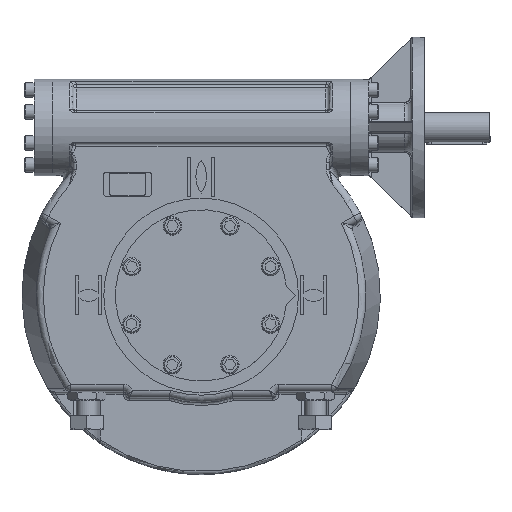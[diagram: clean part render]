
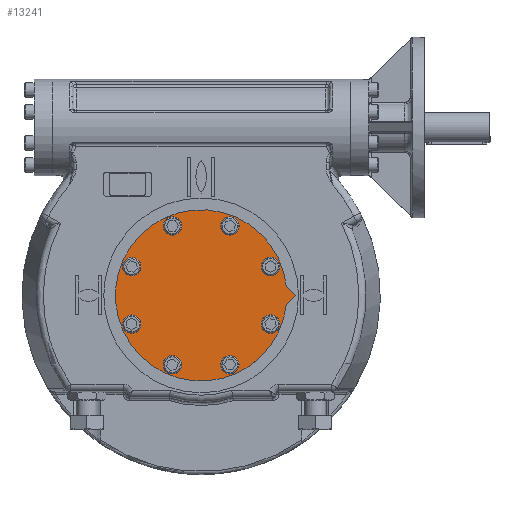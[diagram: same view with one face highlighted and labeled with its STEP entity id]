
A CAD part, top view. The second image highlights one B-rep face of the part: STEP entity #13241.
In plain terms, the highlighted planar face has unit normal (0, 0, 1).
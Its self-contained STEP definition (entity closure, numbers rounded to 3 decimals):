
#1642=LINE('',#35222,#2480);
#1645=LINE('',#35228,#2483);
#2480=VECTOR('',#18637,1000.);
#2483=VECTOR('',#18642,1000.);
#2914=PLANE('',#15376);
#6202=ORIENTED_EDGE('',*,*,#8222,.T.);
#6203=ORIENTED_EDGE('',*,*,#8223,.T.);
#6204=ORIENTED_EDGE('',*,*,#8224,.T.);
#6205=ORIENTED_EDGE('',*,*,#8225,.T.);
#6206=ORIENTED_EDGE('',*,*,#8226,.T.);
#6207=ORIENTED_EDGE('',*,*,#8227,.T.);
#6208=ORIENTED_EDGE('',*,*,#8228,.T.);
#6209=ORIENTED_EDGE('',*,*,#8229,.T.);
#6210=ORIENTED_EDGE('',*,*,#8207,.F.);
#6211=ORIENTED_EDGE('',*,*,#8213,.F.);
#6212=ORIENTED_EDGE('',*,*,#8210,.F.);
#8207=EDGE_CURVE('',#9602,#9603,#1642,.T.);
#8210=EDGE_CURVE('',#9603,#9605,#1645,.T.);
#8213=EDGE_CURVE('',#9605,#9602,#10180,.T.);
#8222=EDGE_CURVE('',#9614,#9614,#10189,.T.);
#8223=EDGE_CURVE('',#9615,#9615,#10190,.T.);
#8224=EDGE_CURVE('',#9616,#9616,#10191,.T.);
#8225=EDGE_CURVE('',#9617,#9617,#10192,.T.);
#8226=EDGE_CURVE('',#9618,#9618,#10193,.T.);
#8227=EDGE_CURVE('',#9619,#9619,#10194,.T.);
#8228=EDGE_CURVE('',#9620,#9620,#10195,.T.);
#8229=EDGE_CURVE('',#9621,#9621,#10196,.T.);
#9602=VERTEX_POINT('',#35221);
#9603=VERTEX_POINT('',#35223);
#9605=VERTEX_POINT('',#35229);
#9614=VERTEX_POINT('',#35253);
#9615=VERTEX_POINT('',#35255);
#9616=VERTEX_POINT('',#35257);
#9617=VERTEX_POINT('',#35259);
#9618=VERTEX_POINT('',#35261);
#9619=VERTEX_POINT('',#35263);
#9620=VERTEX_POINT('',#35265);
#9621=VERTEX_POINT('',#35267);
#10180=CIRCLE('',#15366,142.5);
#10189=CIRCLE('',#15377,10.5);
#10190=CIRCLE('',#15378,10.5);
#10191=CIRCLE('',#15379,10.5);
#10192=CIRCLE('',#15380,10.5);
#10193=CIRCLE('',#15381,10.5);
#10194=CIRCLE('',#15382,10.5);
#10195=CIRCLE('',#15383,10.5);
#10196=CIRCLE('',#15384,10.5);
#11231=EDGE_LOOP('',(#6202));
#11232=EDGE_LOOP('',(#6203));
#11233=EDGE_LOOP('',(#6204));
#11234=EDGE_LOOP('',(#6205));
#11235=EDGE_LOOP('',(#6206));
#11236=EDGE_LOOP('',(#6207));
#11237=EDGE_LOOP('',(#6208));
#11238=EDGE_LOOP('',(#6209));
#11239=EDGE_LOOP('',(#6210,#6211,#6212));
#12298=FACE_BOUND('',#11231,.T.);
#12299=FACE_BOUND('',#11232,.T.);
#12300=FACE_BOUND('',#11233,.T.);
#12301=FACE_BOUND('',#11234,.T.);
#12302=FACE_BOUND('',#11235,.T.);
#12303=FACE_BOUND('',#11236,.T.);
#12304=FACE_BOUND('',#11237,.T.);
#12305=FACE_BOUND('',#11238,.T.);
#12306=FACE_BOUND('',#11239,.T.);
#13241=ADVANCED_FACE('',(#12298,#12299,#12300,#12301,#12302,#12303,#12304,
#12305,#12306),#2914,.F.);
#15366=AXIS2_PLACEMENT_3D('',#35233,#18648,#18649);
#15376=AXIS2_PLACEMENT_3D('',#35251,#18668,#18669);
#15377=AXIS2_PLACEMENT_3D('',#35252,#18670,#18671);
#15378=AXIS2_PLACEMENT_3D('',#35254,#18672,#18673);
#15379=AXIS2_PLACEMENT_3D('',#35256,#18674,#18675);
#15380=AXIS2_PLACEMENT_3D('',#35258,#18676,#18677);
#15381=AXIS2_PLACEMENT_3D('',#35260,#18678,#18679);
#15382=AXIS2_PLACEMENT_3D('',#35262,#18680,#18681);
#15383=AXIS2_PLACEMENT_3D('',#35264,#18682,#18683);
#15384=AXIS2_PLACEMENT_3D('',#35266,#18684,#18685);
#18637=DIRECTION('',(0.707,-0.707,0.));
#18642=DIRECTION('',(-0.707,-0.707,0.));
#18648=DIRECTION('',(0.,0.,-1.));
#18649=DIRECTION('',(1.,0.,0.));
#18668=DIRECTION('',(0.,0.,-1.));
#18669=DIRECTION('',(1.,0.,0.));
#18670=DIRECTION('',(0.,0.,-1.));
#18671=DIRECTION('',(0.707,0.707,0.));
#18672=DIRECTION('',(0.,0.,-1.));
#18673=DIRECTION('',(0.,1.,0.));
#18674=DIRECTION('',(0.,0.,-1.));
#18675=DIRECTION('',(-0.707,0.707,0.));
#18676=DIRECTION('',(0.,0.,-1.));
#18677=DIRECTION('',(-1.,0.,0.));
#18678=DIRECTION('',(0.,0.,-1.));
#18679=DIRECTION('',(-0.707,-0.707,0.));
#18680=DIRECTION('',(0.,0.,-1.));
#18681=DIRECTION('',(0.,-1.,0.));
#18682=DIRECTION('',(0.,0.,-1.));
#18683=DIRECTION('',(0.707,-0.707,0.));
#18684=DIRECTION('',(0.,0.,-1.));
#18685=DIRECTION('',(1.,0.,0.));
#35221=CARTESIAN_POINT('',(141.673,15.327,78.));
#35222=CARTESIAN_POINT('',(157.,0.,78.));
#35223=CARTESIAN_POINT('',(157.,0.,78.));
#35228=CARTESIAN_POINT('',(157.,0.,78.));
#35229=CARTESIAN_POINT('',(141.673,-15.327,78.));
#35233=CARTESIAN_POINT('',(0.,0.,78.));
#35251=CARTESIAN_POINT('',(0.,0.,78.));
#35252=CARTESIAN_POINT('',(47.835,115.485,78.));
#35253=CARTESIAN_POINT('',(55.26,122.91,78.));
#35254=CARTESIAN_POINT('',(-47.835,115.485,78.));
#35255=CARTESIAN_POINT('',(-47.835,125.985,78.));
#35256=CARTESIAN_POINT('',(-115.485,47.835,78.));
#35257=CARTESIAN_POINT('',(-122.91,55.26,78.));
#35258=CARTESIAN_POINT('',(-115.485,-47.835,78.));
#35259=CARTESIAN_POINT('',(-125.985,-47.835,78.));
#35260=CARTESIAN_POINT('',(-47.835,-115.485,78.));
#35261=CARTESIAN_POINT('',(-55.26,-122.91,78.));
#35262=CARTESIAN_POINT('',(47.835,-115.485,78.));
#35263=CARTESIAN_POINT('',(47.835,-125.985,78.));
#35264=CARTESIAN_POINT('',(115.485,-47.835,78.));
#35265=CARTESIAN_POINT('',(122.91,-55.26,78.));
#35266=CARTESIAN_POINT('',(115.485,47.835,78.));
#35267=CARTESIAN_POINT('',(125.985,47.835,78.));
